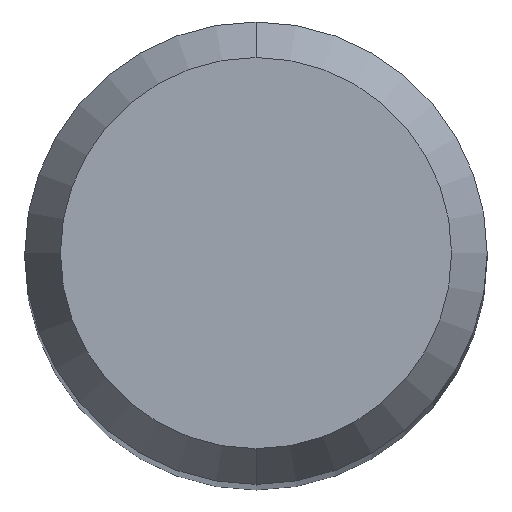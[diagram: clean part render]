
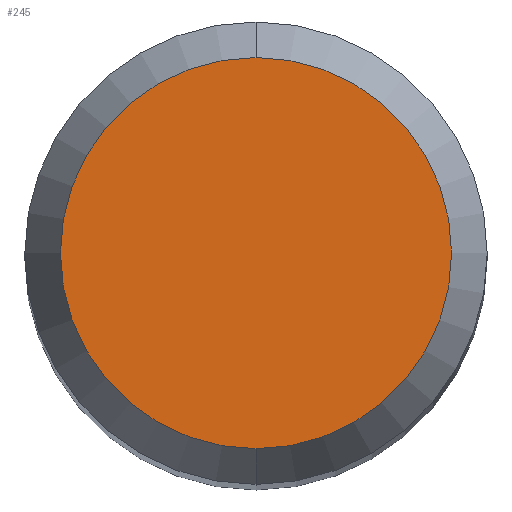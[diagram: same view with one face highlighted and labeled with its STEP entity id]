
A CAD part, top view. The second image highlights one B-rep face of the part: STEP entity #245.
In plain terms, the highlighted planar face has unit normal (0, 0, 1).
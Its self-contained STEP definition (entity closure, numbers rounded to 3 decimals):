
#245=ADVANCED_FACE('',(#543),#544,.T.);
#263=VERTEX_POINT('',#563);
#269=EDGE_CURVE('',#307,#263,#569,.T.);
#307=VERTEX_POINT('',#610);
#439=EDGE_CURVE('',#263,#307,#758,.T.);
#543=FACE_OUTER_BOUND('',#955,.T.);
#544=PLANE('',#956);
#563=CARTESIAN_POINT('',(0.0,2.538,41.29));
#569=CIRCLE('',#1003,2.538);
#610=CARTESIAN_POINT('',(0.,-2.538,41.29));
#758=CIRCLE('',#1403,2.538);
#955=EDGE_LOOP('',(#1499,#1500));
#956=AXIS2_PLACEMENT_3D('',#1501,#1502,#1503);
#1003=AXIS2_PLACEMENT_3D('',#1517,#1518,#1519);
#1403=AXIS2_PLACEMENT_3D('',#1738,#1739,#1740);
#1499=ORIENTED_EDGE('',*,*,#439,.F.);
#1500=ORIENTED_EDGE('',*,*,#269,.F.);
#1501=CARTESIAN_POINT('',(0.0,1.269,41.29));
#1502=DIRECTION('',(-0.0,0.0,1.0));
#1503=DIRECTION('',(0.0,-1.0,0.0));
#1517=CARTESIAN_POINT('',(0.0,0.0,41.29));
#1518=DIRECTION('',(0.0,0.0,-1.0));
#1519=DIRECTION('',(0.0,1.0,0.0));
#1738=CARTESIAN_POINT('',(0.0,0.0,41.29));
#1739=DIRECTION('',(0.0,0.0,-1.0));
#1740=DIRECTION('',(0.0,1.0,0.0));
